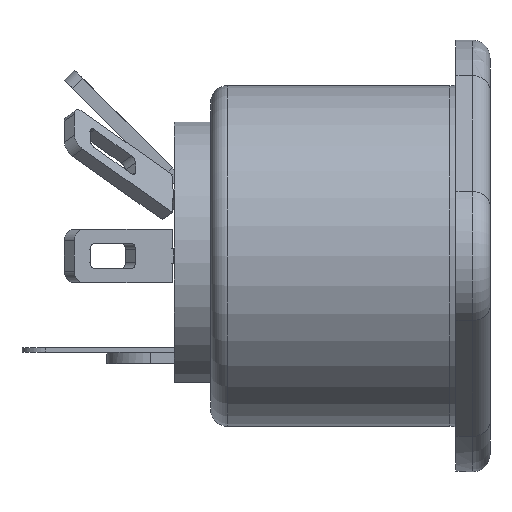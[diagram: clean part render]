
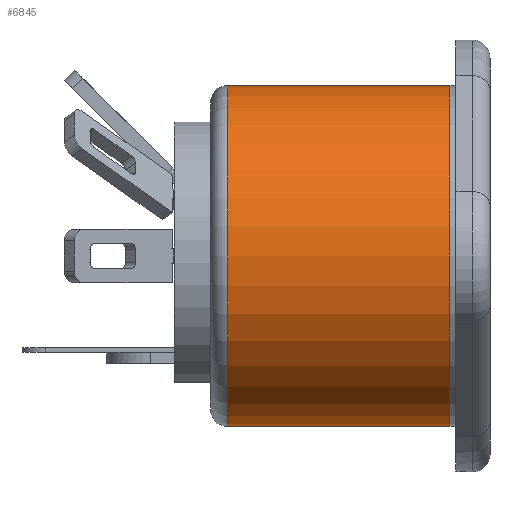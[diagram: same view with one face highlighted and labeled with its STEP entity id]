
A CAD part, front view. The second image highlights one B-rep face of the part: STEP entity #6845.
In plain terms, the highlighted cylindrical face has radius 7.501 mm (diameter 15.001 mm), a partial arc.
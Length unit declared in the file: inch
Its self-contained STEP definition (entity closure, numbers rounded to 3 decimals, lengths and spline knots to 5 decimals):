
#89 = AXIS2_PLACEMENT_3D ( 'NONE', #6338, #2513, #6978 ) ;
#700 = CARTESIAN_POINT ( 'NONE',  ( -0.3952, 0., -0.2953 ) ) ;
#764 = DIRECTION ( 'NONE',  ( 0., 0., -1. ) ) ;
#790 = DIRECTION ( 'NONE',  ( -1., 0., 0. ) ) ;
#871 = LINE ( 'NONE', #3965, #5739 ) ;
#1183 = EDGE_CURVE ( 'NONE', #4018, #6649, #4955, .T. ) ;
#1402 = CARTESIAN_POINT ( 'NONE',  ( -0.0103, 0., 0. ) ) ;
#1424 = DIRECTION ( 'NONE',  ( 1., 0., 0. ) ) ;
#1654 = DIRECTION ( 'NONE',  ( 0., 0., -1. ) ) ;
#1964 = VERTEX_POINT ( 'NONE', #700 ) ;
#2288 = CARTESIAN_POINT ( 'NONE',  ( 0., 0., 0. ) ) ;
#2513 = DIRECTION ( 'NONE',  ( 1., 0., 0. ) ) ;
#2723 = CARTESIAN_POINT ( 'NONE',  ( -0.0103, 0., 0.2953 ) ) ;
#3121 = ORIENTED_EDGE ( 'NONE', *, *, #7885, .F. ) ;
#3354 = EDGE_CURVE ( 'NONE', #7886, #1964, #3939, .T. ) ;
#3570 = DIRECTION ( 'NONE',  ( 1., 0., 0. ) ) ;
#3647 = AXIS2_PLACEMENT_3D ( 'NONE', #1402, #790, #764 ) ;
#3734 = CYLINDRICAL_SURFACE ( 'NONE', #8088, 0.2953 ) ;
#3939 = CIRCLE ( 'NONE', #89, 0.2953 ) ;
#3965 = CARTESIAN_POINT ( 'NONE',  ( 0., 0., -0.2953 ) ) ;
#4018 = VERTEX_POINT ( 'NONE', #4480 ) ;
#4110 = VECTOR ( 'NONE', #4534, 39.37008 ) ;
#4480 = CARTESIAN_POINT ( 'NONE',  ( -0.0103, 0., -0.2953 ) ) ;
#4534 = DIRECTION ( 'NONE',  ( 1., 0., 0. ) ) ;
#4955 = CIRCLE ( 'NONE', #3647, 0.2953 ) ;
#5177 = CARTESIAN_POINT ( 'NONE',  ( -0.3952, 0., 0.2953 ) ) ;
#5676 = ORIENTED_EDGE ( 'NONE', *, *, #3354, .T. ) ;
#5739 = VECTOR ( 'NONE', #1424, 39.37008 ) ;
#5805 = LINE ( 'NONE', #7076, #4110 ) ;
#5858 = EDGE_LOOP ( 'NONE', ( #3121, #5676, #7188, #5949 ) ) ;
#5949 = ORIENTED_EDGE ( 'NONE', *, *, #1183, .T. ) ;
#6338 = CARTESIAN_POINT ( 'NONE',  ( -0.3952, 0., 0. ) ) ;
#6620 = EDGE_CURVE ( 'NONE', #1964, #4018, #871, .T. ) ;
#6649 = VERTEX_POINT ( 'NONE', #2723 ) ;
#6845 = ADVANCED_FACE ( 'NONE', ( #7123 ), #3734, .T. ) ;
#6978 = DIRECTION ( 'NONE',  ( 0., 0., -1. ) ) ;
#7076 = CARTESIAN_POINT ( 'NONE',  ( 0., 0., 0.2953 ) ) ;
#7123 = FACE_OUTER_BOUND ( 'NONE', #5858, .T. ) ;
#7188 = ORIENTED_EDGE ( 'NONE', *, *, #6620, .T. ) ;
#7885 = EDGE_CURVE ( 'NONE', #7886, #6649, #5805, .T. ) ;
#7886 = VERTEX_POINT ( 'NONE', #5177 ) ;
#8088 = AXIS2_PLACEMENT_3D ( 'NONE', #2288, #3570, #1654 ) ;
